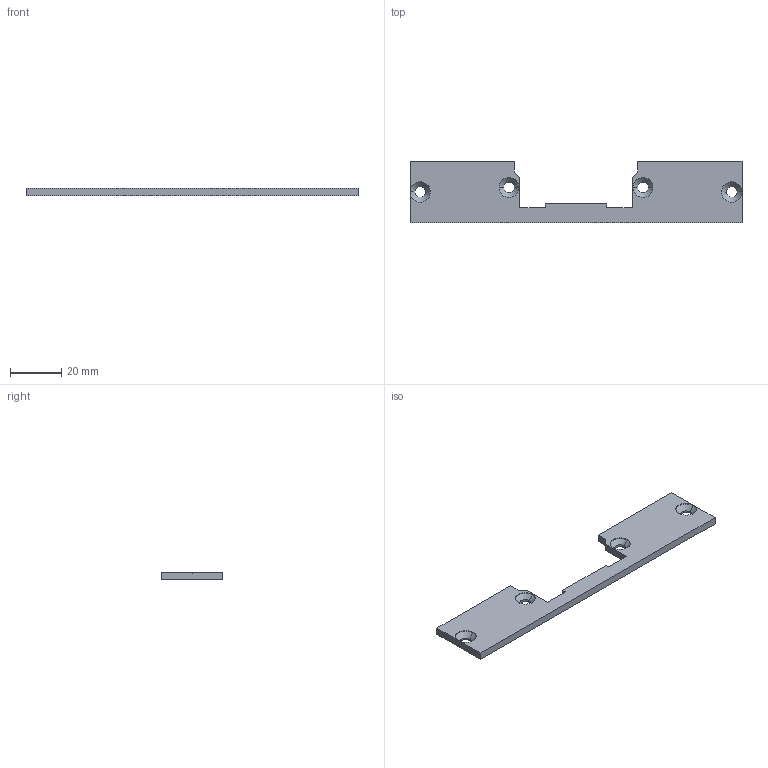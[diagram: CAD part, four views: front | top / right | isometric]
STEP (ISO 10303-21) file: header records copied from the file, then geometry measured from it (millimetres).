
FILE_DESCRIPTION (( 'STEP AP203' ), '1' );
FILE_NAME ('D000330249-002_---1000.STEP', '2019-06-17T08:05:16', ( 'Gisbert' ), ( '' ), 'SwSTEP 2.0', 'SolidWorks 2018', '' );
FILE_SCHEMA (( 'CONFIG_CONTROL_DESIGN' ));
Length unit declared in the file: millimetre
Products named in the file (1): D000330249-002_---1000
Bounding box: 130 x 24 x 3 mm (x, y, z)
Volume: 6661 mm3; surface area: 5716.3 mm2
Topology: 1 solids, 1 shells, 42 faces, 104 edges, 64 vertices
Faces by surface type: plane 18, cylinder 16, cone 8
Entity records: 1325 total; most frequent: DIRECTION 222, CARTESIAN_POINT 211, ORIENTED_EDGE 208, EDGE_CURVE 104, AXIS2_PLACEMENT_3D 75, LINE 72, VECTOR 72, VERTEX_POINT 64
